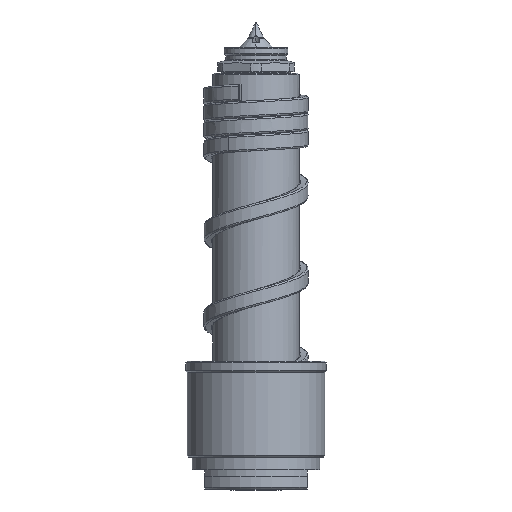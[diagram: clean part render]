
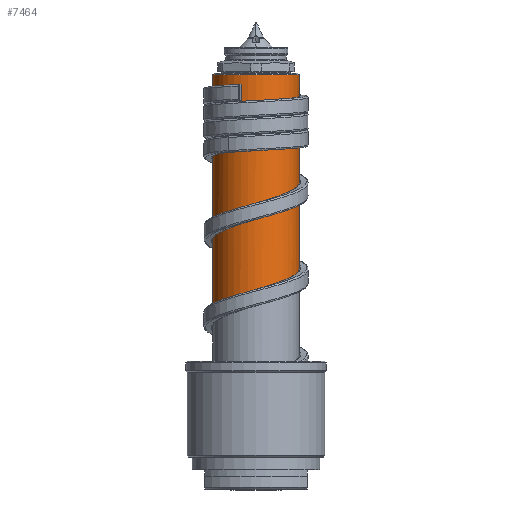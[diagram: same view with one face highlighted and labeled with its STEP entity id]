
A CAD part, front view. The second image highlights one B-rep face of the part: STEP entity #7464.
In plain terms, the highlighted cylindrical face has radius 13.5 mm (diameter 27 mm), a partial arc.
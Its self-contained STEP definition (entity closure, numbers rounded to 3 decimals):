
#404=CARTESIAN_POINT('',(-13.5,0.,55.139));
#405=CARTESIAN_POINT('',(-13.5,-0.884,
55.421));
#406=CARTESIAN_POINT('',(-13.326,-2.651,55.983));
#407=CARTESIAN_POINT('',(-12.553,-5.2,56.827));
#408=CARTESIAN_POINT('',(-11.297,-7.549,57.671));
#409=CARTESIAN_POINT('',(-9.607,-9.607,58.514));
#410=CARTESIAN_POINT('',(-7.549,-11.297,59.358));
#411=CARTESIAN_POINT('',(-5.2,-12.553,60.202));
#412=CARTESIAN_POINT('',(-2.651,-13.326,61.046));
#413=CARTESIAN_POINT('',(0.,-13.587,
61.889));
#414=CARTESIAN_POINT('',(2.651,-13.326,62.733));
#415=CARTESIAN_POINT('',(5.2,-12.553,63.577));
#416=CARTESIAN_POINT('',(7.549,-11.297,64.421));
#417=CARTESIAN_POINT('',(9.607,-9.607,65.264));
#418=CARTESIAN_POINT('',(11.297,-7.549,66.108));
#419=CARTESIAN_POINT('',(12.553,-5.2,66.952));
#420=CARTESIAN_POINT('',(13.326,-2.651,67.796));
#421=CARTESIAN_POINT('',(13.5,-0.884,68.358));
#422=CARTESIAN_POINT('',(13.5,0.,68.639));
#424=DIRECTION('',(0.,0.,-1.));
#425=VECTOR('',#424,74.361);
#426=CARTESIAN_POINT('',(-13.5,0.,
129.5));
#427=LINE('',#426,#425);
#428=DIRECTION('',(0.,0.,-1.));
#429=VECTOR('',#428,60.861);
#430=CARTESIAN_POINT('',(13.5,0.,
129.5));
#431=LINE('',#430,#429);
#732=CARTESIAN_POINT('',(-13.5,0.,55.139));
#749=CARTESIAN_POINT('',(13.5,0.,68.639));
#6042=CARTESIAN_POINT('',(0.,0.,129.5));
#6043=DIRECTION('',(0.,0.,-1.));
#6044=DIRECTION('',(1.,0.,0.));
#6045=AXIS2_PLACEMENT_3D('',#6042,#6043,#6044);
#6387=CARTESIAN_POINT('',(13.5,0.,129.5));
#6388=CARTESIAN_POINT('',(-13.5,0.,129.5));
#6389=VERTEX_POINT('',#6387);
#6390=VERTEX_POINT('',#6388);
#6980=VERTEX_POINT('',#732);
#6981=VERTEX_POINT('',#749);
#7449=CARTESIAN_POINT('',(0.,0.,-6.5));
#7450=DIRECTION('',(0.,0.,1.));
#7451=DIRECTION('',(-1.,0.,0.));
#7452=AXIS2_PLACEMENT_3D('',#7449,#7450,#7451);
#7453=CYLINDRICAL_SURFACE('',#7452,13.5);
#7455=ORIENTED_EDGE('',*,*,#7454,.F.);
#7457=ORIENTED_EDGE('',*,*,#7456,.F.);
#7459=ORIENTED_EDGE('',*,*,#7458,.F.);
#7461=ORIENTED_EDGE('',*,*,#7460,.T.);
#7462=EDGE_LOOP('',(#7455,#7457,#7459,#7461));
#7463=FACE_OUTER_BOUND('',#7462,.F.);
#423=B_SPLINE_CURVE_WITH_KNOTS('',3,(#404,#405,#406,#407,#408,#409,#410,#411,
#412,#413,#414,#415,#416,#417,#418,#419,#420,#421,#422),.UNSPECIFIED.,.F.,.F.,
(4,1,1,1,1,1,1,1,1,1,1,1,1,1,1,1,4),(0.,0.063,0.125,0.188,0.25,
0.313,0.375,0.438,0.5,0.563,0.625,0.688,0.75,0.813,
0.875,0.938,1.),.UNSPECIFIED.);
#6046=CIRCLE('',#6045,13.5);
#7454=EDGE_CURVE('',#6980,#6981,#423,.T.);
#7456=EDGE_CURVE('',#6390,#6980,#427,.T.);
#7458=EDGE_CURVE('',#6389,#6390,#6046,.T.);
#7460=EDGE_CURVE('',#6389,#6981,#431,.T.);
#7464=ADVANCED_FACE('',(#7463),#7453,.T.);
